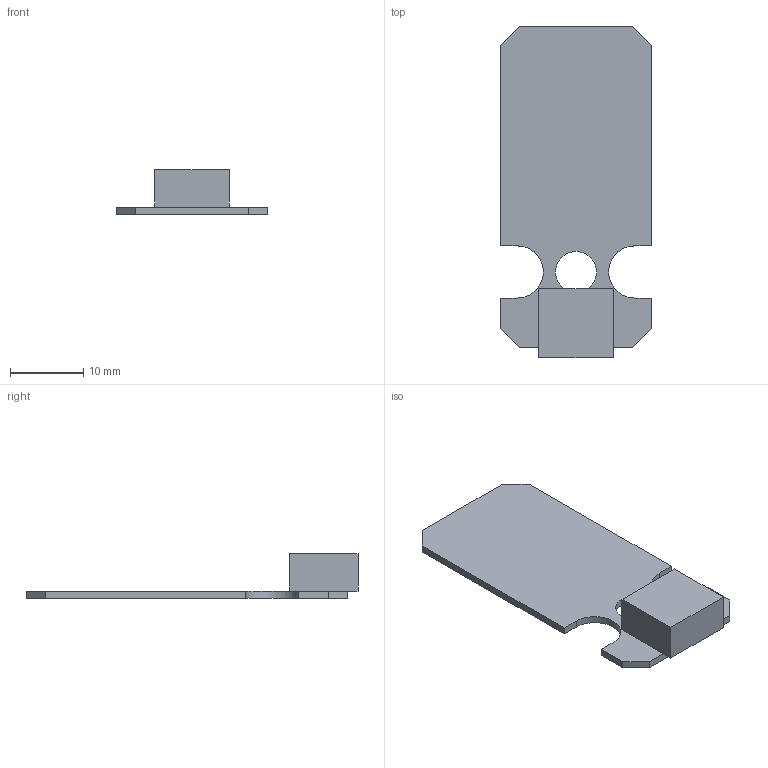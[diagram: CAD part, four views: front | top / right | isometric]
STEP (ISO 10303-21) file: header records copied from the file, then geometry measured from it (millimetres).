
FILE_DESCRIPTION(('Open CASCADE Model'),'2;1');
FILE_NAME('Open CASCADE Shape Model','2022-03-18T12:15:40',('Author'),( 'Open CASCADE'),'Open CASCADE STEP processor 6.8','Open CASCADE 6.8' ,'Unknown');
FILE_SCHEMA(('AUTOMOTIVE_DESIGN { 1 0 10303 214 1 1 1 1 }'));
Length unit declared in the file: millimetre
Products named in the file (6): PCB; Board; Open CASCADE STEP translator 6.8 18.1.1; J1; 6441211056; Extruded
Assembly tree (5 placements, depth 4):
  PCB
    Board
      Open CASCADE STEP translator 6.8 18.1.1
    J1
      6441211056
        Extruded
Bounding box: 20.6 x 45.22 x 6.1 mm (x, y, z)
Volume: 1275.4 mm3; surface area: 2136.7 mm2
Topology: 2 solids, 2 shells, 29 faces, 75 edges, 50 vertices
Faces by surface type: plane 22, cylinder 7
Full cylindrical faces by diameter (mm): 0.7 x2, 0.8 x2, 5.6 x1
Entity records: 1023 total; most frequent: CARTESIAN_POINT 160, DIRECTION 159, ORIENTED_EDGE 150, EDGE_CURVE 75, LINE 61, VECTOR 61, VERTEX_POINT 50, AXIS2_PLACEMENT_3D 49
